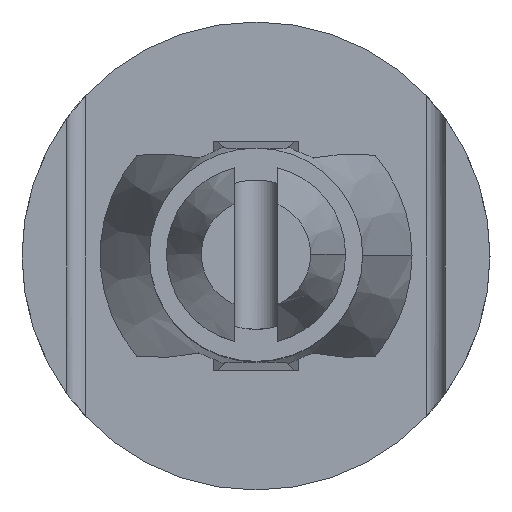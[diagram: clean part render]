
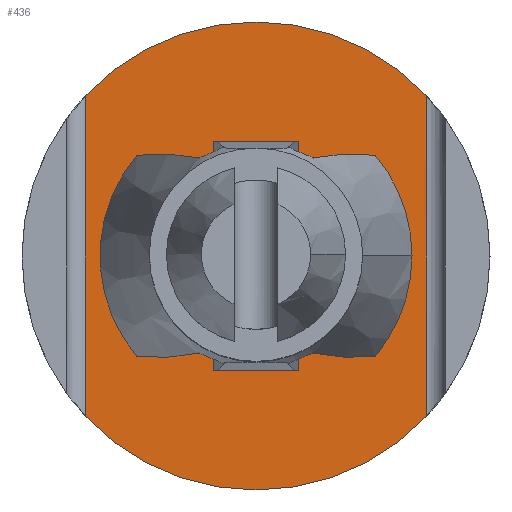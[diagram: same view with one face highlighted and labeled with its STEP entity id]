
A CAD part, top view. The second image highlights one B-rep face of the part: STEP entity #436.
In plain terms, the highlighted planar face has unit normal (0, 0, 1).
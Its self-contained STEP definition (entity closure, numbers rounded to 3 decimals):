
#24 = VERTEX_POINT('',#25);
#25 = CARTESIAN_POINT('',(-3.473,-3.258,-16.255));
#60 = VERTEX_POINT('',#61);
#61 = CARTESIAN_POINT('',(3.473,-3.258,-16.255));
#68 = EDGE_CURVE('',#60,#24,#69,.T.);
#69 = CIRCLE('',#70,4.763);
#70 = AXIS2_PLACEMENT_3D('',#71,#72,#73);
#71 = CARTESIAN_POINT('',(0.,0.,
    -16.255));
#72 = DIRECTION('',(0.,0.,-1.));
#73 = DIRECTION('',(1.,0.,0.));
#436 = ADVANCED_FACE('',(#437,#471),#497,.T.);
#437 = FACE_BOUND('',#438,.T.);
#438 = EDGE_LOOP('',(#439,#449,#457,#465));
#439 = ORIENTED_EDGE('',*,*,#440,.F.);
#440 = EDGE_CURVE('',#441,#443,#445,.T.);
#441 = VERTEX_POINT('',#442);
#442 = CARTESIAN_POINT('',(0.864,-2.324,-16.255));
#443 = VERTEX_POINT('',#444);
#444 = CARTESIAN_POINT('',(0.864,2.324,-16.255));
#445 = LINE('',#446,#447);
#446 = CARTESIAN_POINT('',(0.864,-4.763,-16.255));
#447 = VECTOR('',#448,1.);
#448 = DIRECTION('',(0.,1.,0.));
#449 = ORIENTED_EDGE('',*,*,#450,.F.);
#450 = EDGE_CURVE('',#451,#441,#453,.T.);
#451 = VERTEX_POINT('',#452);
#452 = CARTESIAN_POINT('',(-0.864,-2.324,-16.255));
#453 = LINE('',#454,#455);
#454 = CARTESIAN_POINT('',(-4.763,-2.324,-16.255));
#455 = VECTOR('',#456,1.);
#456 = DIRECTION('',(1.,0.,0.));
#457 = ORIENTED_EDGE('',*,*,#458,.T.);
#458 = EDGE_CURVE('',#451,#459,#461,.T.);
#459 = VERTEX_POINT('',#460);
#460 = CARTESIAN_POINT('',(-0.864,2.324,-16.255));
#461 = LINE('',#462,#463);
#462 = CARTESIAN_POINT('',(-0.864,-4.763,-16.255));
#463 = VECTOR('',#464,1.);
#464 = DIRECTION('',(0.,1.,0.));
#465 = ORIENTED_EDGE('',*,*,#466,.T.);
#466 = EDGE_CURVE('',#459,#443,#467,.T.);
#467 = LINE('',#468,#469);
#468 = CARTESIAN_POINT('',(-4.763,2.324,-16.255));
#469 = VECTOR('',#470,1.);
#470 = DIRECTION('',(1.,0.,0.));
#471 = FACE_BOUND('',#472,.T.);
#472 = EDGE_LOOP('',(#473,#474,#482,#491));
#473 = ORIENTED_EDGE('',*,*,#68,.F.);
#474 = ORIENTED_EDGE('',*,*,#475,.T.);
#475 = EDGE_CURVE('',#60,#476,#478,.T.);
#476 = VERTEX_POINT('',#477);
#477 = CARTESIAN_POINT('',(3.473,3.258,-16.255));
#478 = LINE('',#479,#480);
#479 = CARTESIAN_POINT('',(3.473,0.,-16.255)
  );
#480 = VECTOR('',#481,1.);
#481 = DIRECTION('',(0.,1.,0.));
#482 = ORIENTED_EDGE('',*,*,#483,.F.);
#483 = EDGE_CURVE('',#484,#476,#486,.T.);
#484 = VERTEX_POINT('',#485);
#485 = CARTESIAN_POINT('',(-3.473,3.258,-16.255));
#486 = CIRCLE('',#487,4.763);
#487 = AXIS2_PLACEMENT_3D('',#488,#489,#490);
#488 = CARTESIAN_POINT('',(0.,0.,
    -16.255));
#489 = DIRECTION('',(0.,0.,-1.));
#490 = DIRECTION('',(1.,0.,0.));
#491 = ORIENTED_EDGE('',*,*,#492,.T.);
#492 = EDGE_CURVE('',#484,#24,#493,.T.);
#493 = LINE('',#494,#495);
#494 = CARTESIAN_POINT('',(-3.473,0.,-16.255)
  );
#495 = VECTOR('',#496,1.);
#496 = DIRECTION('',(0.,-1.,0.));
#497 = PLANE('',#498);
#498 = AXIS2_PLACEMENT_3D('',#499,#500,#501);
#499 = CARTESIAN_POINT('',(4.763,0.,-16.255));
#500 = DIRECTION('',(0.,0.,1.));
#501 = DIRECTION('',(-1.,0.,0.));
